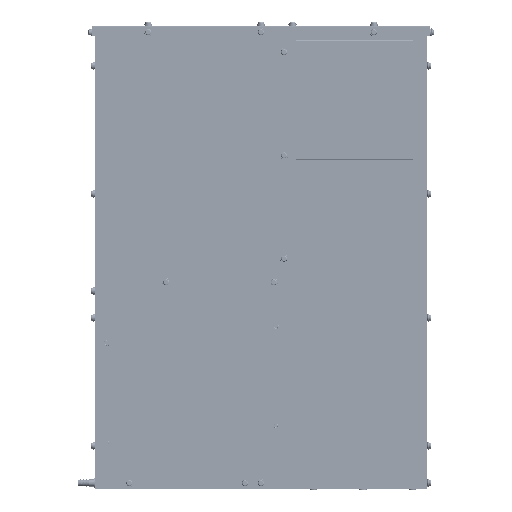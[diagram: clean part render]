
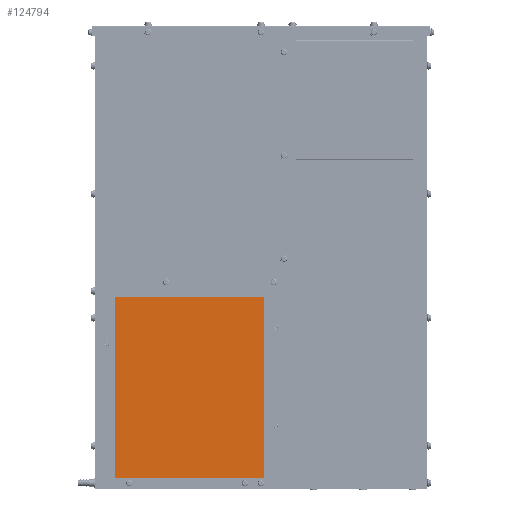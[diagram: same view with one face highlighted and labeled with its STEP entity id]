
A CAD part, top view. The second image highlights one B-rep face of the part: STEP entity #124794.
In plain terms, the highlighted planar face has unit normal (0, 0, 1).
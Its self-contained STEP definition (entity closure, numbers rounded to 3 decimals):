
#5362 = DIRECTION ( 'NONE',  ( 0., -1., 0. ) ) ;
#15961 = VERTEX_POINT ( 'NONE', #113582 ) ;
#53800 = CARTESIAN_POINT ( 'NONE',  ( 0.165, -13.354, 6.844 ) ) ;
#57970 = VECTOR ( 'NONE', #81538, 39.37 ) ;
#58281 = CARTESIAN_POINT ( 'NONE',  ( -8.835, -2.385, 6.844 ) ) ;
#62111 = PLANE ( 'NONE',  #129626 ) ;
#73859 = CARTESIAN_POINT ( 'NONE',  ( -4.136, -2.385, 6.844 ) ) ;
#79602 = LINE ( 'NONE', #347632, #57970 ) ;
#81538 = DIRECTION ( 'NONE',  ( 0., -1., 0. ) ) ;
#91849 = EDGE_CURVE ( 'NONE', #343394, #383182, #185607, .T. ) ;
#94528 = VERTEX_POINT ( 'NONE', #58281 ) ;
#113582 = CARTESIAN_POINT ( 'NONE',  ( -8.835, -13.354, 6.844 ) ) ;
#124794 = ADVANCED_FACE ( 'NONE', ( #386899 ), #62111, .T. ) ;
#126336 = VECTOR ( 'NONE', #193204, 39.37 ) ;
#129626 = AXIS2_PLACEMENT_3D ( 'NONE', #185292, #181436, #5362 ) ;
#142194 = ORIENTED_EDGE ( 'NONE', *, *, #180394, .T. ) ;
#150408 = DIRECTION ( 'NONE',  ( 0., 1., 0. ) ) ;
#155940 = VECTOR ( 'NONE', #150408, 39.37 ) ;
#163245 = DIRECTION ( 'NONE',  ( 1., 0., 0. ) ) ;
#168051 = CARTESIAN_POINT ( 'NONE',  ( 0.165, -2.385, 6.844 ) ) ;
#180394 = EDGE_CURVE ( 'NONE', #94528, #15961, #79602, .T. ) ;
#181436 = DIRECTION ( 'NONE',  ( 0., 0., 1. ) ) ;
#185292 = CARTESIAN_POINT ( 'NONE',  ( -4.145, -7.885, 6.844 ) ) ;
#185607 = LINE ( 'NONE', #330464, #155940 ) ;
#193204 = DIRECTION ( 'NONE',  ( -1., 0., 0. ) ) ;
#228965 = VECTOR ( 'NONE', #163245, 39.37 ) ;
#232881 = ORIENTED_EDGE ( 'NONE', *, *, #237068, .T. ) ;
#234644 = ORIENTED_EDGE ( 'NONE', *, *, #91849, .T. ) ;
#237068 = EDGE_CURVE ( 'NONE', #383182, #94528, #341898, .T. ) ;
#244380 = EDGE_LOOP ( 'NONE', ( #232881, #142194, #321439, #234644 ) ) ;
#288345 = CARTESIAN_POINT ( 'NONE',  ( -9.786, -13.354, 6.844 ) ) ;
#321439 = ORIENTED_EDGE ( 'NONE', *, *, #354453, .T. ) ;
#330464 = CARTESIAN_POINT ( 'NONE',  ( 0.165, -13.885, 6.844 ) ) ;
#341898 = LINE ( 'NONE', #73859, #126336 ) ;
#343394 = VERTEX_POINT ( 'NONE', #53800 ) ;
#347632 = CARTESIAN_POINT ( 'NONE',  ( -8.835, -13.885, 6.844 ) ) ;
#350957 = LINE ( 'NONE', #288345, #228965 ) ;
#354453 = EDGE_CURVE ( 'NONE', #15961, #343394, #350957, .T. ) ;
#383182 = VERTEX_POINT ( 'NONE', #168051 ) ;
#386899 = FACE_OUTER_BOUND ( 'NONE', #244380, .T. ) ;
